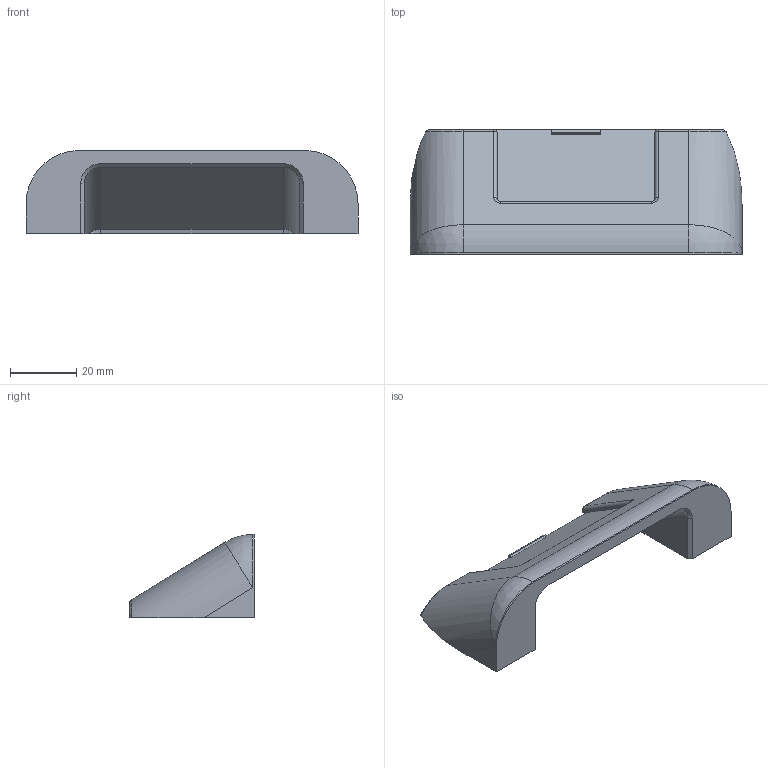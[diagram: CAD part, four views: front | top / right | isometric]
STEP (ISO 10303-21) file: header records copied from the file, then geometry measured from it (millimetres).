
FILE_DESCRIPTION (( 'STEP AP203' ), '1' );
FILE_NAME ('drawer pull.STEP', '2024-03-02T00:17:04', ( '' ), ( '' ), 'SwSTEP 2.0', 'SolidWorks 2018', '' );
FILE_SCHEMA (( 'CONFIG_CONTROL_DESIGN' ));
Length unit declared in the file: millimetre
Products named in the file (1): drawer pull
Bounding box: 100 x 37.5 x 25 mm (x, y, z)
Volume: 27748.9 mm3; surface area: 11941 mm2
Topology: 1 solids, 1 shells, 69 faces, 173 edges, 102 vertices
Faces by surface type: plane 27, cylinder 22, cone 10, sphere 4, bspline 4, torus 2
Entity records: 2217 total; most frequent: CARTESIAN_POINT 562, ORIENTED_EDGE 334, DIRECTION 325, EDGE_CURVE 167, AXIS2_PLACEMENT_3D 112, VERTEX_POINT 102, LINE 101, VECTOR 101
